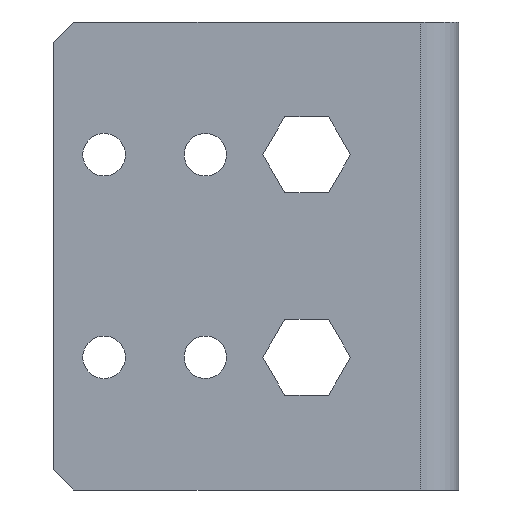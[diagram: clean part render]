
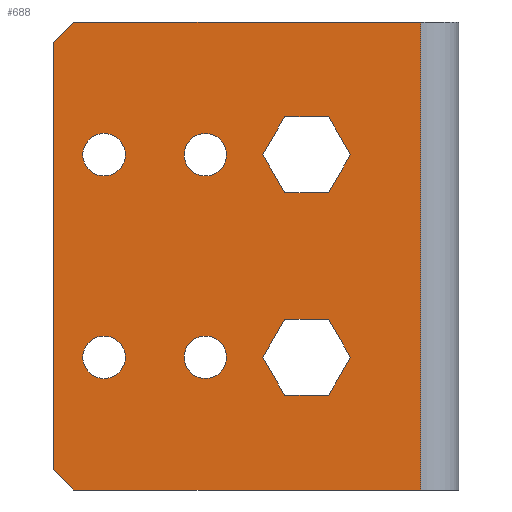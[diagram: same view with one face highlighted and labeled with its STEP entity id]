
A CAD part, front view. The second image highlights one B-rep face of the part: STEP entity #688.
In plain terms, the highlighted planar face has unit normal (0, -1, 0).
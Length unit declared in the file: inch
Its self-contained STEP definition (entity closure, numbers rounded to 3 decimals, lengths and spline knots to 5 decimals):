
#21=FACE_BOUND('',#102,.T.);
#22=FACE_BOUND('',#103,.T.);
#23=FACE_BOUND('',#104,.T.);
#24=FACE_BOUND('',#105,.T.);
#25=FACE_BOUND('',#106,.T.);
#26=FACE_BOUND('',#107,.T.);
#31=PLANE('',#761);
#62=FACE_OUTER_BOUND('',#101,.T.);
#101=EDGE_LOOP('',(#536,#537,#538,#539,#540,#541));
#102=EDGE_LOOP('',(#542,#543));
#103=EDGE_LOOP('',(#544,#545,#546,#547,#548,#549));
#104=EDGE_LOOP('',(#550,#551));
#105=EDGE_LOOP('',(#552,#553));
#106=EDGE_LOOP('',(#554,#555,#556,#557,#558,#559));
#107=EDGE_LOOP('',(#560,#561));
#140=LINE('',#1036,#215);
#161=LINE('',#1079,#236);
#162=LINE('',#1080,#237);
#163=LINE('',#1082,#238);
#164=LINE('',#1084,#239);
#165=LINE('',#1085,#240);
#166=LINE('',#1088,#241);
#167=LINE('',#1090,#242);
#168=LINE('',#1092,#243);
#169=LINE('',#1094,#244);
#170=LINE('',#1096,#245);
#171=LINE('',#1097,#246);
#172=LINE('',#1100,#247);
#173=LINE('',#1102,#248);
#174=LINE('',#1104,#249);
#175=LINE('',#1106,#250);
#176=LINE('',#1108,#251);
#177=LINE('',#1109,#252);
#215=VECTOR('',#850,39.37008);
#236=VECTOR('',#875,39.37008);
#237=VECTOR('',#876,39.37008);
#238=VECTOR('',#877,39.37008);
#239=VECTOR('',#878,39.37008);
#240=VECTOR('',#879,39.37008);
#241=VECTOR('',#880,39.37008);
#242=VECTOR('',#881,39.37008);
#243=VECTOR('',#882,39.37008);
#244=VECTOR('',#883,39.37008);
#245=VECTOR('',#884,39.37008);
#246=VECTOR('',#885,39.37008);
#247=VECTOR('',#886,39.37008);
#248=VECTOR('',#887,39.37008);
#249=VECTOR('',#888,39.37008);
#250=VECTOR('',#889,39.37008);
#251=VECTOR('',#890,39.37008);
#252=VECTOR('',#891,39.37008);
#289=CIRCLE('',#740,0.105);
#290=CIRCLE('',#741,0.105);
#293=CIRCLE('',#745,0.105);
#294=CIRCLE('',#746,0.105);
#297=CIRCLE('',#750,0.105);
#298=CIRCLE('',#751,0.105);
#301=CIRCLE('',#755,0.105);
#302=CIRCLE('',#756,0.105);
#313=VERTEX_POINT('',#994);
#314=VERTEX_POINT('',#995);
#317=VERTEX_POINT('',#1004);
#318=VERTEX_POINT('',#1005);
#321=VERTEX_POINT('',#1014);
#322=VERTEX_POINT('',#1015);
#325=VERTEX_POINT('',#1024);
#326=VERTEX_POINT('',#1025);
#329=VERTEX_POINT('',#1034);
#330=VERTEX_POINT('',#1035);
#349=VERTEX_POINT('',#1077);
#350=VERTEX_POINT('',#1078);
#351=VERTEX_POINT('',#1081);
#352=VERTEX_POINT('',#1083);
#353=VERTEX_POINT('',#1086);
#354=VERTEX_POINT('',#1087);
#355=VERTEX_POINT('',#1089);
#356=VERTEX_POINT('',#1091);
#357=VERTEX_POINT('',#1093);
#358=VERTEX_POINT('',#1095);
#359=VERTEX_POINT('',#1098);
#360=VERTEX_POINT('',#1099);
#361=VERTEX_POINT('',#1101);
#362=VERTEX_POINT('',#1103);
#363=VERTEX_POINT('',#1105);
#364=VERTEX_POINT('',#1107);
#382=EDGE_CURVE('',#313,#314,#289,.T.);
#383=EDGE_CURVE('',#314,#313,#290,.T.);
#387=EDGE_CURVE('',#317,#318,#293,.T.);
#388=EDGE_CURVE('',#318,#317,#294,.T.);
#392=EDGE_CURVE('',#321,#322,#297,.T.);
#393=EDGE_CURVE('',#322,#321,#298,.T.);
#397=EDGE_CURVE('',#325,#326,#301,.T.);
#398=EDGE_CURVE('',#326,#325,#302,.T.);
#402=EDGE_CURVE('',#329,#330,#140,.T.);
#423=EDGE_CURVE('',#349,#350,#161,.T.);
#424=EDGE_CURVE('',#349,#330,#162,.T.);
#425=EDGE_CURVE('',#329,#351,#163,.T.);
#426=EDGE_CURVE('',#352,#351,#164,.T.);
#427=EDGE_CURVE('',#352,#350,#165,.T.);
#428=EDGE_CURVE('',#353,#354,#166,.T.);
#429=EDGE_CURVE('',#354,#355,#167,.T.);
#430=EDGE_CURVE('',#355,#356,#168,.T.);
#431=EDGE_CURVE('',#356,#357,#169,.T.);
#432=EDGE_CURVE('',#357,#358,#170,.T.);
#433=EDGE_CURVE('',#358,#353,#171,.T.);
#434=EDGE_CURVE('',#359,#360,#172,.T.);
#435=EDGE_CURVE('',#360,#361,#173,.T.);
#436=EDGE_CURVE('',#361,#362,#174,.T.);
#437=EDGE_CURVE('',#362,#363,#175,.T.);
#438=EDGE_CURVE('',#363,#364,#176,.T.);
#439=EDGE_CURVE('',#364,#359,#177,.T.);
#536=ORIENTED_EDGE('',*,*,#423,.F.);
#537=ORIENTED_EDGE('',*,*,#424,.T.);
#538=ORIENTED_EDGE('',*,*,#402,.F.);
#539=ORIENTED_EDGE('',*,*,#425,.T.);
#540=ORIENTED_EDGE('',*,*,#426,.F.);
#541=ORIENTED_EDGE('',*,*,#427,.T.);
#542=ORIENTED_EDGE('',*,*,#382,.T.);
#543=ORIENTED_EDGE('',*,*,#383,.T.);
#544=ORIENTED_EDGE('',*,*,#428,.T.);
#545=ORIENTED_EDGE('',*,*,#429,.T.);
#546=ORIENTED_EDGE('',*,*,#430,.T.);
#547=ORIENTED_EDGE('',*,*,#431,.T.);
#548=ORIENTED_EDGE('',*,*,#432,.T.);
#549=ORIENTED_EDGE('',*,*,#433,.T.);
#550=ORIENTED_EDGE('',*,*,#387,.T.);
#551=ORIENTED_EDGE('',*,*,#388,.T.);
#552=ORIENTED_EDGE('',*,*,#392,.T.);
#553=ORIENTED_EDGE('',*,*,#393,.T.);
#554=ORIENTED_EDGE('',*,*,#434,.T.);
#555=ORIENTED_EDGE('',*,*,#435,.T.);
#556=ORIENTED_EDGE('',*,*,#436,.T.);
#557=ORIENTED_EDGE('',*,*,#437,.T.);
#558=ORIENTED_EDGE('',*,*,#438,.T.);
#559=ORIENTED_EDGE('',*,*,#439,.T.);
#560=ORIENTED_EDGE('',*,*,#397,.T.);
#561=ORIENTED_EDGE('',*,*,#398,.T.);
#688=ADVANCED_FACE('',(#62,#21,#22,#23,#24,#25,#26),#31,.F.);
#740=AXIS2_PLACEMENT_3D('',#996,#806,#807);
#741=AXIS2_PLACEMENT_3D('',#997,#808,#809);
#745=AXIS2_PLACEMENT_3D('',#1006,#817,#818);
#746=AXIS2_PLACEMENT_3D('',#1007,#819,#820);
#750=AXIS2_PLACEMENT_3D('',#1016,#828,#829);
#751=AXIS2_PLACEMENT_3D('',#1017,#830,#831);
#755=AXIS2_PLACEMENT_3D('',#1026,#839,#840);
#756=AXIS2_PLACEMENT_3D('',#1027,#841,#842);
#761=AXIS2_PLACEMENT_3D('',#1076,#873,#874);
#806=DIRECTION('center_axis',(0.,1.,0.));
#807=DIRECTION('ref_axis',(0.,0.,1.));
#808=DIRECTION('center_axis',(0.,1.,0.));
#809=DIRECTION('ref_axis',(0.,0.,1.));
#817=DIRECTION('center_axis',(0.,1.,0.));
#818=DIRECTION('ref_axis',(0.,0.,1.));
#819=DIRECTION('center_axis',(0.,1.,0.));
#820=DIRECTION('ref_axis',(0.,0.,1.));
#828=DIRECTION('center_axis',(0.,1.,0.));
#829=DIRECTION('ref_axis',(0.,0.,1.));
#830=DIRECTION('center_axis',(0.,1.,0.));
#831=DIRECTION('ref_axis',(0.,0.,1.));
#839=DIRECTION('center_axis',(0.,1.,0.));
#840=DIRECTION('ref_axis',(0.,0.,1.));
#841=DIRECTION('center_axis',(0.,1.,0.));
#842=DIRECTION('ref_axis',(0.,0.,1.));
#850=DIRECTION('',(-1.,0.,0.));
#873=DIRECTION('center_axis',(0.,1.,0.));
#874=DIRECTION('ref_axis',(0.,0.,1.));
#875=DIRECTION('',(0.,0.,1.));
#876=DIRECTION('',(0.707,0.,-0.707));
#877=DIRECTION('',(0.,0.,1.));
#878=DIRECTION('',(1.,0.,0.));
#879=DIRECTION('',(-0.707,0.,-0.707));
#880=DIRECTION('',(0.5,0.,0.866));
#881=DIRECTION('',(1.,0.,0.));
#882=DIRECTION('',(0.5,0.,-0.866));
#883=DIRECTION('',(-0.5,0.,-0.866));
#884=DIRECTION('',(-1.,0.,0.));
#885=DIRECTION('',(-0.5,0.,0.866));
#886=DIRECTION('',(0.5,0.,-0.866));
#887=DIRECTION('',(-0.5,0.,-0.866));
#888=DIRECTION('',(-1.,0.,0.));
#889=DIRECTION('',(-0.5,0.,0.866));
#890=DIRECTION('',(0.5,0.,0.866));
#891=DIRECTION('',(1.,0.,0.));
#994=CARTESIAN_POINT('',(-1.,0.,1.105));
#995=CARTESIAN_POINT('',(-1.,0.,0.895));
#996=CARTESIAN_POINT('Origin',(-1.,0.,1.));
#997=CARTESIAN_POINT('Origin',(-1.,0.,1.));
#1004=CARTESIAN_POINT('',(-0.5,0.,1.105));
#1005=CARTESIAN_POINT('',(-0.5,0.,0.895));
#1006=CARTESIAN_POINT('Origin',(-0.5,0.,1.));
#1007=CARTESIAN_POINT('Origin',(-0.5,0.,1.));
#1014=CARTESIAN_POINT('',(-0.5,0.,0.105));
#1015=CARTESIAN_POINT('',(-0.5,0.,-0.105));
#1016=CARTESIAN_POINT('Origin',(-0.5,0.,0.));
#1017=CARTESIAN_POINT('Origin',(-0.5,0.,0.));
#1024=CARTESIAN_POINT('',(-1.,0.,0.105));
#1025=CARTESIAN_POINT('',(-1.,0.,-0.105));
#1026=CARTESIAN_POINT('Origin',(-1.,0.,0.));
#1027=CARTESIAN_POINT('Origin',(-1.,0.,0.));
#1034=CARTESIAN_POINT('',(0.5625,0.,-0.655));
#1035=CARTESIAN_POINT('',(-1.15,0.,-0.655));
#1036=CARTESIAN_POINT('',(0.,0.,-0.655));
#1076=CARTESIAN_POINT('Origin',(0.,0.,0.));
#1077=CARTESIAN_POINT('',(-1.25,0.,-0.555));
#1078=CARTESIAN_POINT('',(-1.25,0.,1.555));
#1079=CARTESIAN_POINT('',(-1.25,0.,0.));
#1080=CARTESIAN_POINT('',(-1.15,0.,-0.655));
#1081=CARTESIAN_POINT('',(0.5625,0.,1.655));
#1082=CARTESIAN_POINT('',(0.5625,0.,-0.655));
#1083=CARTESIAN_POINT('',(-1.15,0.,1.655));
#1084=CARTESIAN_POINT('',(-1.25,0.,1.655));
#1085=CARTESIAN_POINT('',(-1.15,0.,1.655));
#1086=CARTESIAN_POINT('',(-0.21651,0.,1.));
#1087=CARTESIAN_POINT('',(-0.10825,0.,1.1875));
#1088=CARTESIAN_POINT('',(-0.21651,0.,1.));
#1089=CARTESIAN_POINT('',(0.10825,0.,1.1875));
#1090=CARTESIAN_POINT('',(0.,0.,1.1875));
#1091=CARTESIAN_POINT('',(0.21651,0.,1.));
#1092=CARTESIAN_POINT('',(0.10825,0.,1.1875));
#1093=CARTESIAN_POINT('',(0.10825,0.,0.8125));
#1094=CARTESIAN_POINT('',(0.21651,0.,1.));
#1095=CARTESIAN_POINT('',(-0.10825,0.,0.8125));
#1096=CARTESIAN_POINT('',(0.,0.,0.8125));
#1097=CARTESIAN_POINT('',(-0.10825,0.,0.8125));
#1098=CARTESIAN_POINT('',(0.10825,0.,0.1875));
#1099=CARTESIAN_POINT('',(0.21651,0.,0.));
#1100=CARTESIAN_POINT('',(0.10825,0.,0.1875));
#1101=CARTESIAN_POINT('',(0.10825,0.,-0.1875));
#1102=CARTESIAN_POINT('',(0.21651,0.,0.));
#1103=CARTESIAN_POINT('',(-0.10825,0.,-0.1875));
#1104=CARTESIAN_POINT('',(0.,0.,-0.1875));
#1105=CARTESIAN_POINT('',(-0.21651,0.,0.));
#1106=CARTESIAN_POINT('',(-0.10825,0.,-0.1875));
#1107=CARTESIAN_POINT('',(-0.10825,0.,0.1875));
#1108=CARTESIAN_POINT('',(-0.21651,0.,0.));
#1109=CARTESIAN_POINT('',(0.,0.,0.1875));
